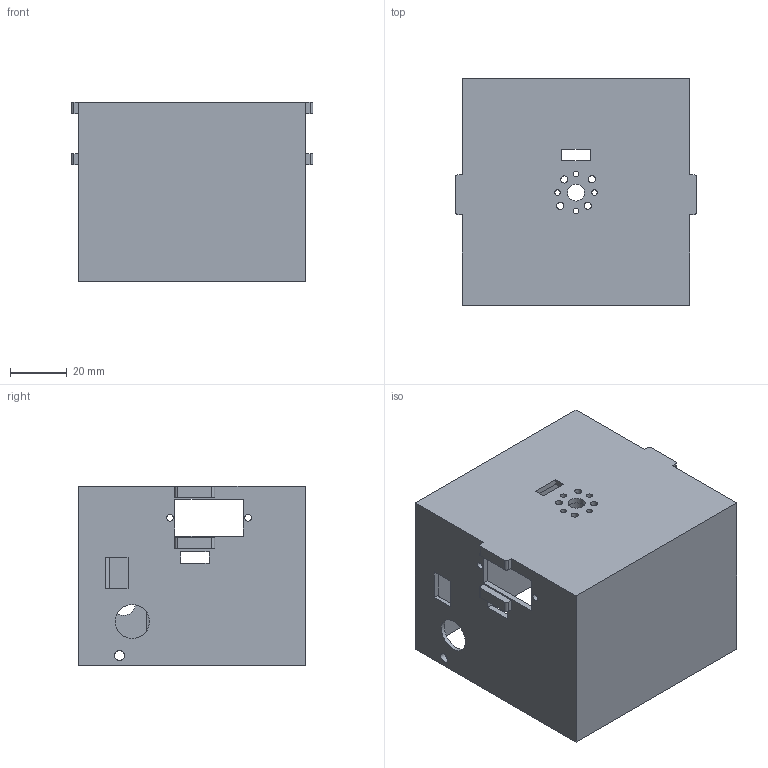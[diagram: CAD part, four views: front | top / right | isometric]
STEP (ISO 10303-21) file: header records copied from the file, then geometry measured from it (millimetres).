
FILE_DESCRIPTION(('FreeCAD Model'),'2;1');
FILE_NAME('body_more_holes.step', '2017-05-03T23:41:40',('Author'),(''), 'Open CASCADE STEP processor 6.8','FreeCAD','Unknown');
FILE_SCHEMA(('AUTOMOTIVE_DESIGN_CC2 { 1 2 10303 214 -1 1 5 4 }'));
Length unit declared in the file: millimetre
Products named in the file (2): ASSEMBLY; body_more_holes
Assembly tree (1 placements, depth 2):
  ASSEMBLY
    body_more_holes
Bounding box: 85 x 80 x 63 mm (x, y, z)
Volume: 50069.5 mm3; surface area: 49753.3 mm2
Topology: 1 solids, 1 shells, 109 faces, 304 edges, 192 vertices
Faces by surface type: plane 55, cylinder 42, sphere 12
Full cylindrical faces by diameter (mm): 2 x4, 2.4 x4, 2.5 x4, 3.5 x2, 6 x1, 8 x1, 12 x1
Entity records: 7641 total; most frequent: CARTESIAN_POINT 1903, DIRECTION 972, ORIENTED_EDGE 596, PCURVE 596, DEFINITIONAL_REPRESENTATION 596, LINE 528, VECTOR 528, EDGE_CURVE 298
